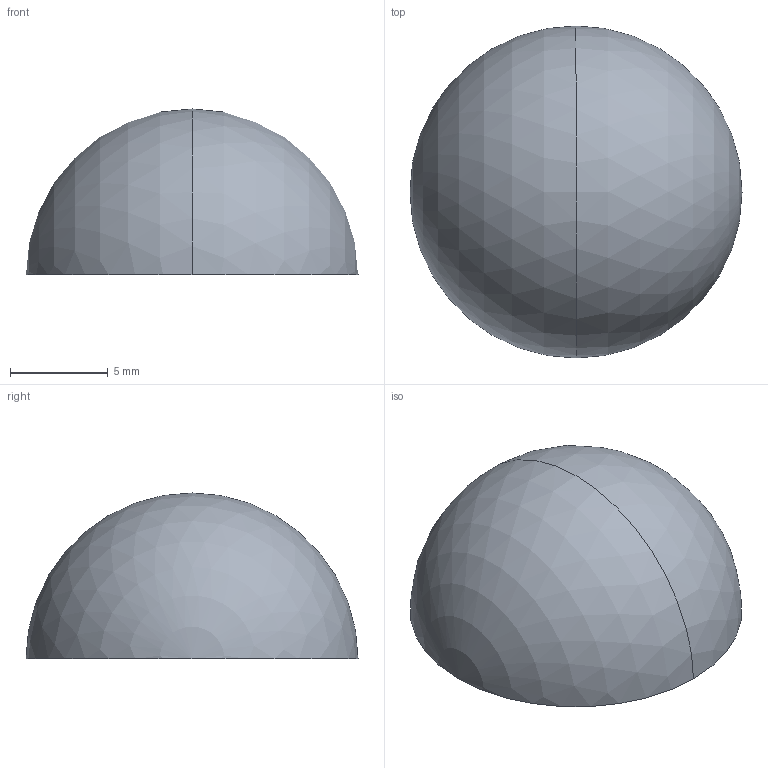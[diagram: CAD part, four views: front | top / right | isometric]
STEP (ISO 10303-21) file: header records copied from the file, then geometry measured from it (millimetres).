
FILE_DESCRIPTION (( 'STEP AP214' ), '1' );
FILE_NAME ('Cuboro_Sphere_Half.STEP', '2022-02-24T19:25:40', ( '' ), ( '' ), 'SwSTEP 2.0', 'SolidWorks 2019', '' );
FILE_SCHEMA (( 'AUTOMOTIVE_DESIGN' ));
Length unit declared in the file: millimetre
Products named in the file (1): Cuboro_Sphere_Half
Bounding box: 17 x 17 x 8.5 mm (x, y, z)
Volume: 1165.4 mm3; surface area: 800 mm2
Topology: 1 solids, 1 shells, 36 faces, 91 edges, 56 vertices
Faces by surface type: plane 14, cylinder 13, cone 7, sphere 2
Entity records: 1098 total; most frequent: CARTESIAN_POINT 214, DIRECTION 186, ORIENTED_EDGE 174, EDGE_CURVE 87, AXIS2_PLACEMENT_3D 74, VERTEX_POINT 54, VECTOR 38, LINE 38
